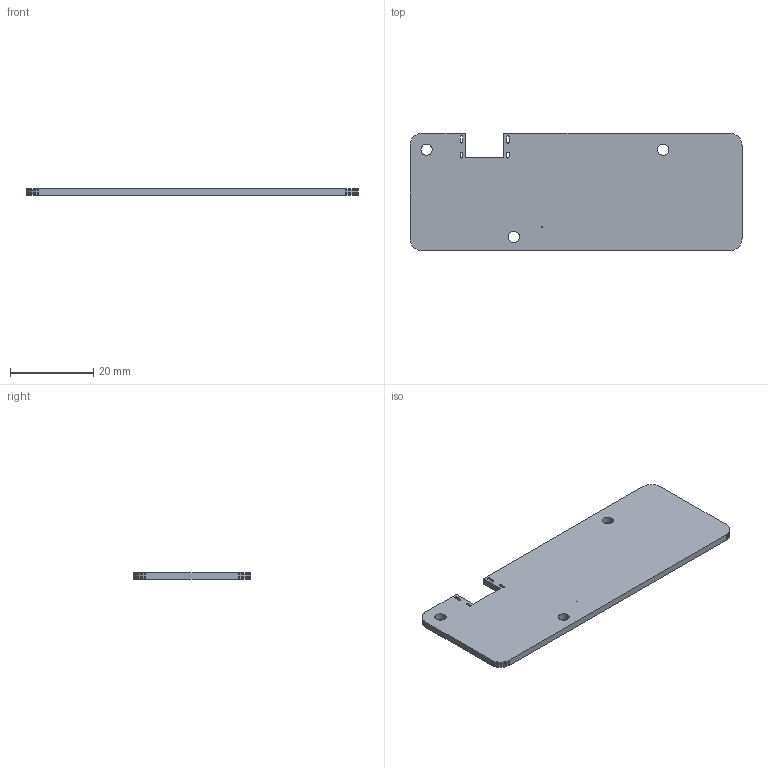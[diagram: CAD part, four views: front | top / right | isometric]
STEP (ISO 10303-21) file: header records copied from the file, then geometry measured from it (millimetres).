
FILE_DESCRIPTION(('KiCad electronic assembly'),'2;1');
FILE_NAME('DisplayU_Sisterboard.step','2023-06-14T12:39:21',('Pcbnew'),( 'Kicad'),'Open CASCADE STEP processor 7.6','KiCad to STEP converter' ,'Unknown');
FILE_SCHEMA(('AUTOMOTIVE_DESIGN { 1 0 10303 214 1 1 1 1 }'));
Length unit declared in the file: millimetre
Products named in the file (2): DisplayU_Sisterboard 1; DisplayU_Sisterboard PCB
Assembly tree (1 placements, depth 2):
  DisplayU_Sisterboard 1
    DisplayU_Sisterboard PCB
Bounding box: 80 x 28.38 x 1.58 mm (x, y, z)
Volume: 3457.7 mm3; surface area: 4795.6 mm2
Topology: 1 solids, 1 shells, 152 faces, 450 edges, 300 vertices
Faces by surface type: plane 148, cylinder 4
Full cylindrical faces by diameter (mm): 0.3 x1, 2.7 x3
Entity records: 10935 total; most frequent: CARTESIAN_POINT 1852, DIRECTION 1658, LINE 1334, VECTOR 1334, ORIENTED_EDGE 900, PCURVE 900, DEFINITIONAL_REPRESENTATION 900, EDGE_CURVE 450
